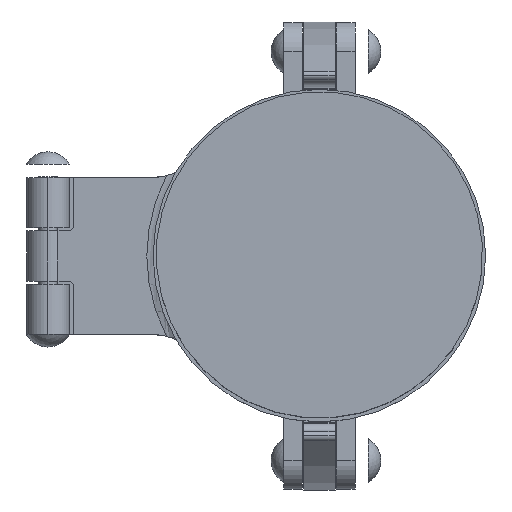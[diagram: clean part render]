
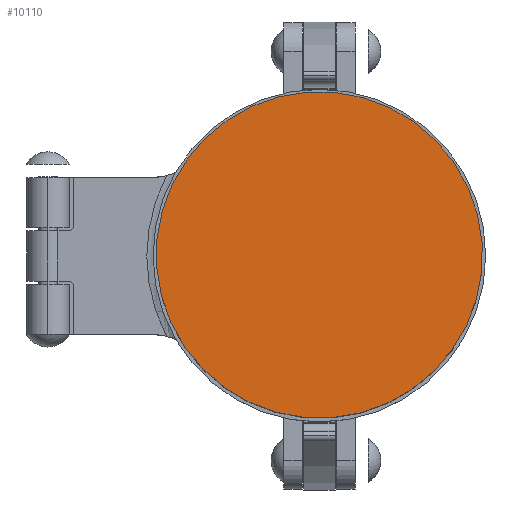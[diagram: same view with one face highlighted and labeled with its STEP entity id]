
A CAD part, top view. The second image highlights one B-rep face of the part: STEP entity #10110.
In plain terms, the highlighted face is planar.
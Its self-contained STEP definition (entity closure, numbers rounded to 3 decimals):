
#1049 = DIRECTION ( 'NONE',  ( 1., 0., 0. ) ) ;
#1156 = EDGE_LOOP ( 'NONE', ( #1242, #13446 ) ) ;
#1242 = ORIENTED_EDGE ( 'NONE', *, *, #16661, .F. ) ;
#2041 = CIRCLE ( 'NONE', #9166, 26. ) ;
#2818 = CARTESIAN_POINT ( 'NONE',  ( 0., 0., 0. ) ) ;
#3325 = FACE_OUTER_BOUND ( 'NONE', #1156, .T. ) ;
#5020 = DIRECTION ( 'NONE',  ( 0., 0., 1. ) ) ;
#5308 = DIRECTION ( 'NONE',  ( 1., 0., 0. ) ) ;
#5434 = PLANE ( 'NONE',  #11043 ) ;
#5514 = CARTESIAN_POINT ( 'NONE',  ( -26., 0., 0. ) ) ;
#8589 = EDGE_CURVE ( 'NONE', #10387, #22914, #16915, .T. ) ;
#8722 = CARTESIAN_POINT ( 'NONE',  ( 0., 0., 0. ) ) ;
#8928 = DIRECTION ( 'NONE',  ( 0., 0., 1. ) ) ;
#9166 = AXIS2_PLACEMENT_3D ( 'NONE', #2818, #5020, #1049 ) ;
#10110 = ADVANCED_FACE ( 'NONE', ( #3325 ), #5434, .F. ) ;
#10387 = VERTEX_POINT ( 'NONE', #11368 ) ;
#10695 = CARTESIAN_POINT ( 'NONE',  ( 0., 0., 0. ) ) ;
#11043 = AXIS2_PLACEMENT_3D ( 'NONE', #8722, #19640, #5308 ) ;
#11368 = CARTESIAN_POINT ( 'NONE',  ( 26., 0., 0. ) ) ;
#13446 = ORIENTED_EDGE ( 'NONE', *, *, #8589, .F. ) ;
#16661 = EDGE_CURVE ( 'NONE', #22914, #10387, #2041, .T. ) ;
#16693 = DIRECTION ( 'NONE',  ( 1., 0., 0. ) ) ;
#16915 = CIRCLE ( 'NONE', #17281, 26. ) ;
#17281 = AXIS2_PLACEMENT_3D ( 'NONE', #10695, #8928, #16693 ) ;
#19640 = DIRECTION ( 'NONE',  ( 0., 0., 1. ) ) ;
#22914 = VERTEX_POINT ( 'NONE', #5514 ) ;
